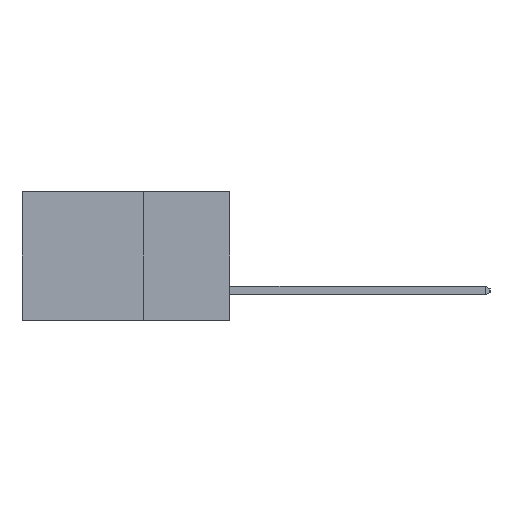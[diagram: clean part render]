
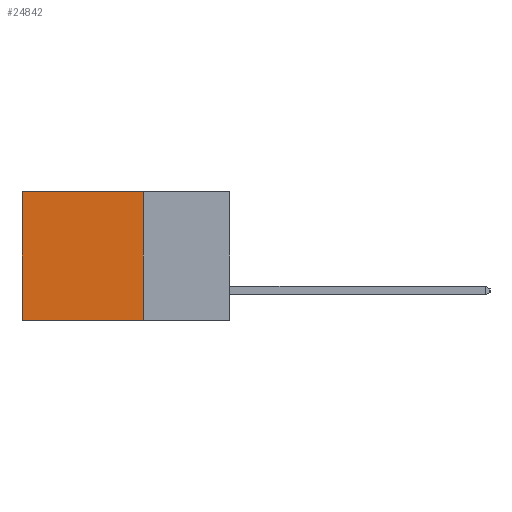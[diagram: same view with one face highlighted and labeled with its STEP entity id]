
A CAD part, left-side view. The second image highlights one B-rep face of the part: STEP entity #24842.
In plain terms, the highlighted planar face has unit normal (-1, 0, 0).
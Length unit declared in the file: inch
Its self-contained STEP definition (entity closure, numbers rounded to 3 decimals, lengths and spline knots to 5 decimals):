
#523 = EDGE_CURVE ( 'NONE', #24276, #3971, #18579, .T. ) ;
#993 = CARTESIAN_POINT ( 'NONE',  ( 0.298, 0.6, -0.37 ) ) ;
#1199 = PLANE ( 'NONE',  #18231 ) ;
#1668 = ORIENTED_EDGE ( 'NONE', *, *, #11078, .F. ) ;
#1762 = CARTESIAN_POINT ( 'NONE',  ( 0.298, 0.25, 0. ) ) ;
#3000 = VECTOR ( 'NONE', #20133, 39.37008 ) ;
#3354 = DIRECTION ( 'NONE',  ( 1., 0., 0. ) ) ;
#3675 = LINE ( 'NONE', #9885, #3000 ) ;
#3971 = VERTEX_POINT ( 'NONE', #993 ) ;
#4794 = FACE_OUTER_BOUND ( 'NONE', #5424, .T. ) ;
#5424 = EDGE_LOOP ( 'NONE', ( #25598, #12973, #1668, #23596 ) ) ;
#6107 = VECTOR ( 'NONE', #14752, 39.37008 ) ;
#7157 = VERTEX_POINT ( 'NONE', #1762 ) ;
#7378 = CARTESIAN_POINT ( 'NONE',  ( 0.298, 0.25, -0.37 ) ) ;
#7528 = CARTESIAN_POINT ( 'NONE',  ( 0.298, 0.25, 0. ) ) ;
#9885 = CARTESIAN_POINT ( 'NONE',  ( 0.298, 0.6, 0. ) ) ;
#11078 = EDGE_CURVE ( 'NONE', #7157, #24276, #14831, .T. ) ;
#12486 = VECTOR ( 'NONE', #17332, 39.37008 ) ;
#12973 = ORIENTED_EDGE ( 'NONE', *, *, #523, .F. ) ;
#13749 = CARTESIAN_POINT ( 'NONE',  ( 0.298, 0.6, 0. ) ) ;
#14752 = DIRECTION ( 'NONE',  ( 0., 1., 0. ) ) ;
#14831 = LINE ( 'NONE', #18352, #20908 ) ;
#17332 = DIRECTION ( 'NONE',  ( 0., 1., 0. ) ) ;
#17813 = CARTESIAN_POINT ( 'NONE',  ( 0.298, 0.25, -0.37 ) ) ;
#17870 = DIRECTION ( 'NONE',  ( 0., 0., -1. ) ) ;
#18231 = AXIS2_PLACEMENT_3D ( 'NONE', #7528, #3354, #17870 ) ;
#18341 = LINE ( 'NONE', #18847, #6107 ) ;
#18352 = CARTESIAN_POINT ( 'NONE',  ( 0.298, 0.25, 0. ) ) ;
#18579 = LINE ( 'NONE', #17813, #12486 ) ;
#18847 = CARTESIAN_POINT ( 'NONE',  ( 0.298, 0.25, 0. ) ) ;
#19712 = EDGE_CURVE ( 'NONE', #20302, #3971, #3675, .T. ) ;
#20133 = DIRECTION ( 'NONE',  ( 0., 0., -1. ) ) ;
#20302 = VERTEX_POINT ( 'NONE', #13749 ) ;
#20512 = DIRECTION ( 'NONE',  ( 0., 0., -1. ) ) ;
#20908 = VECTOR ( 'NONE', #20512, 39.37008 ) ;
#23596 = ORIENTED_EDGE ( 'NONE', *, *, #25181, .T. ) ;
#24276 = VERTEX_POINT ( 'NONE', #7378 ) ;
#24842 = ADVANCED_FACE ( 'NONE', ( #4794 ), #1199, .F. ) ;
#25181 = EDGE_CURVE ( 'NONE', #7157, #20302, #18341, .T. ) ;
#25598 = ORIENTED_EDGE ( 'NONE', *, *, #19712, .T. ) ;
